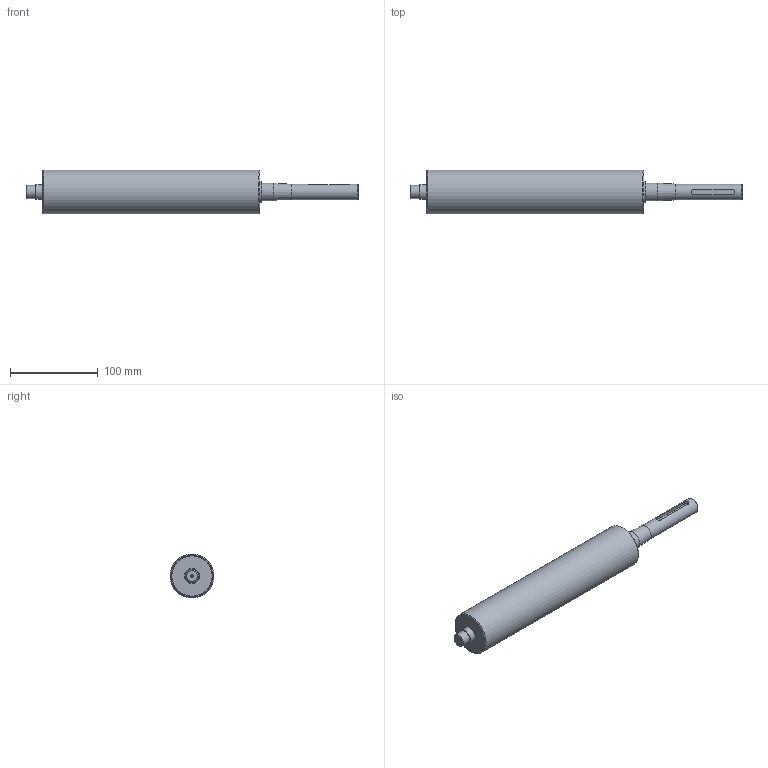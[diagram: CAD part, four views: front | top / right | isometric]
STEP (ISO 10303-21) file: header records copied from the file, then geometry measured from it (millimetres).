
FILE_DESCRIPTION(/* description */ (''),/* implementation_level */ '2;1');
FILE_NAME(/* name */ '904551.44.stp',/* time_stamp */ '2014-01-14T16:52:45+01:00',/* author */ ('AlutecKK'),/* organization */ (''),/* preprocessor_version */ 'ST-DEVELOPER v15.2',/* originating_system */ 'Autodesk Inventor 2014',/* authorisation */ '');
FILE_SCHEMA (('AUTOMOTIVE_DESIGN { 1 0 10303 214 3 1 1 }'));
Length unit declared in the file: millimetre
Products named in the file (4): 50-čep I; 50-čep II-44; Trubka_d50_001; 904551.44
Bounding box: 378 x 50 x 50 mm (x, y, z)
Volume: 172740.4 mm3; surface area: 90916.6 mm2
Topology: 3 solids, 3 shells, 42 faces, 76 edges, 47 vertices
Faces by surface type: cylinder 15, plane 15, cone 12
Full cylindrical faces by diameter (mm): 1.6 x2, 15 x1, 17 x1, 18 x1, 20 x1, 25 x1, 44 x1, 46 x4, 50 x1
Entity records: 1010 total; most frequent: DIRECTION 180, CARTESIAN_POINT 179, ORIENTED_EDGE 98, AXIS2_PLACEMENT_3D 86, EDGE_LOOP 76, EDGE_CURVE 49, VERTEX_POINT 45, ADVANCED_FACE 42
